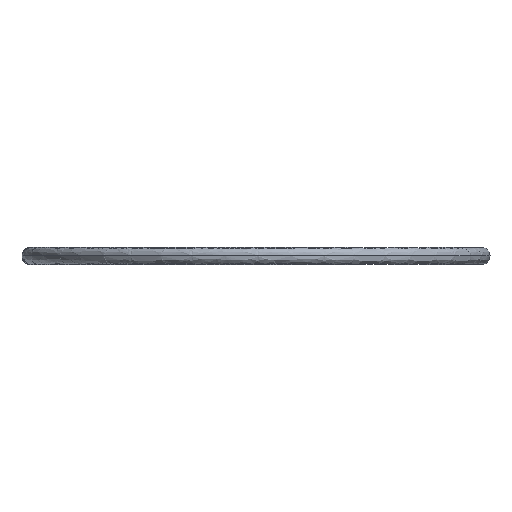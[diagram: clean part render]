
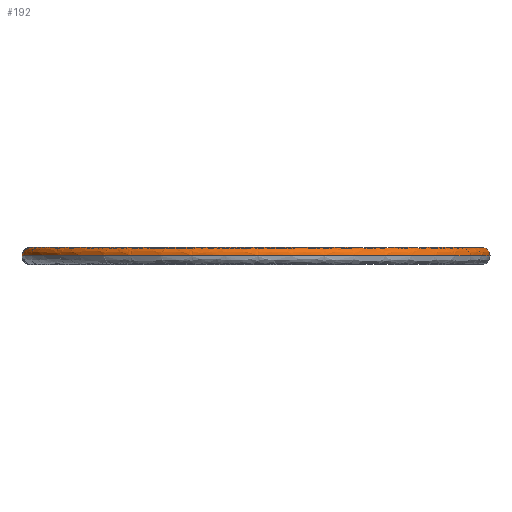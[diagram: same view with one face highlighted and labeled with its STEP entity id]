
A CAD part, left-side view. The second image highlights one B-rep face of the part: STEP entity #192.
In plain terms, the highlighted free-form (B-spline) face has degree [5, 5] with [12, 6] control points.
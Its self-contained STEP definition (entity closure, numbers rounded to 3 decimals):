
#62=CARTESIAN_POINT('Control Point',(0.,395.305,200.)) ;
#63=CARTESIAN_POINT('Control Point',(0.,395.305,264.)) ;
#64=CARTESIAN_POINT('Control Point',(0.,459.305,232.)) ;
#65=CARTESIAN_POINT('Control Point',(0.,459.305,168.)) ;
#66=CARTESIAN_POINT('Control Point',(0.,395.305,136.)) ;
#67=CARTESIAN_POINT('Control Point',(0.,395.305,200.)) ;
#68=CARTESIAN_POINT('Control Point',(-93.089,395.305,200.)) ;
#69=CARTESIAN_POINT('Control Point',(-93.089,395.305,264.)) ;
#70=CARTESIAN_POINT('Control Point',(-108.16,459.305,232.)) ;
#71=CARTESIAN_POINT('Control Point',(-108.16,459.305,168.)) ;
#72=CARTESIAN_POINT('Control Point',(-93.089,395.305,136.)) ;
#73=CARTESIAN_POINT('Control Point',(-93.089,395.305,200.)) ;
#74=CARTESIAN_POINT('Control Point',(-186.177,367.904,200.)) ;
#75=CARTESIAN_POINT('Control Point',(-186.177,367.904,264.)) ;
#76=CARTESIAN_POINT('Control Point',(-216.324,427.468,232.)) ;
#77=CARTESIAN_POINT('Control Point',(-216.324,427.468,168.)) ;
#78=CARTESIAN_POINT('Control Point',(-186.177,367.904,136.)) ;
#79=CARTESIAN_POINT('Control Point',(-186.177,367.904,200.)) ;
#80=CARTESIAN_POINT('Control Point',(-268.28,313.114,200.)) ;
#81=CARTESIAN_POINT('Control Point',(-268.28,313.114,264.)) ;
#82=CARTESIAN_POINT('Control Point',(-311.715,363.805,232.)) ;
#83=CARTESIAN_POINT('Control Point',(-311.715,363.805,168.)) ;
#84=CARTESIAN_POINT('Control Point',(-268.28,313.114,136.)) ;
#85=CARTESIAN_POINT('Control Point',(-268.28,313.114,200.)) ;
#86=CARTESIAN_POINT('Control Point',(-384.968,168.865,200.)) ;
#87=CARTESIAN_POINT('Control Point',(-384.968,168.865,264.)) ;
#88=CARTESIAN_POINT('Control Point',(-447.293,196.207,232.)) ;
#89=CARTESIAN_POINT('Control Point',(-447.293,196.207,168.)) ;
#90=CARTESIAN_POINT('Control Point',(-384.968,168.865,136.)) ;
#91=CARTESIAN_POINT('Control Point',(-384.968,168.865,200.)) ;
#92=CARTESIAN_POINT('Control Point',(-409.151,-13.826,200.)) ;
#93=CARTESIAN_POINT('Control Point',(-409.151,-13.826,264.)) ;
#94=CARTESIAN_POINT('Control Point',(-475.394,-16.068,232.)) ;
#95=CARTESIAN_POINT('Control Point',(-475.394,-16.068,168.)) ;
#96=CARTESIAN_POINT('Control Point',(-409.151,-13.826,136.)) ;
#97=CARTESIAN_POINT('Control Point',(-409.151,-13.826,200.)) ;
#98=CARTESIAN_POINT('Control Point',(-396.463,-102.048,200.)) ;
#99=CARTESIAN_POINT('Control Point',(-396.463,-102.048,264.)) ;
#100=CARTESIAN_POINT('Control Point',(-460.65,-118.57,232.)) ;
#101=CARTESIAN_POINT('Control Point',(-460.65,-118.57,168.)) ;
#102=CARTESIAN_POINT('Control Point',(-396.463,-102.048,136.)) ;
#103=CARTESIAN_POINT('Control Point',(-396.463,-102.048,200.)) ;
#104=CARTESIAN_POINT('Control Point',(-327.162,-258.353,200.)) ;
#105=CARTESIAN_POINT('Control Point',(-327.162,-258.353,264.)) ;
#106=CARTESIAN_POINT('Control Point',(-380.129,-300.18,232.)) ;
#107=CARTESIAN_POINT('Control Point',(-380.129,-300.18,168.)) ;
#108=CARTESIAN_POINT('Control Point',(-327.162,-258.353,136.)) ;
#109=CARTESIAN_POINT('Control Point',(-327.162,-258.353,200.)) ;
#110=CARTESIAN_POINT('Control Point',(-190.791,-360.467,200.)) ;
#111=CARTESIAN_POINT('Control Point',(-190.791,-360.467,264.)) ;
#112=CARTESIAN_POINT('Control Point',(-221.681,-418.827,232.)) ;
#113=CARTESIAN_POINT('Control Point',(-221.681,-418.827,168.)) ;
#114=CARTESIAN_POINT('Control Point',(-190.791,-360.467,136.)) ;
#115=CARTESIAN_POINT('Control Point',(-190.791,-360.467,200.)) ;
#116=CARTESIAN_POINT('Control Point',(-113.092,-391.851,200.)) ;
#117=CARTESIAN_POINT('Control Point',(-113.092,-391.851,264.)) ;
#118=CARTESIAN_POINT('Control Point',(-131.411,-455.293,232.)) ;
#119=CARTESIAN_POINT('Control Point',(-131.411,-455.293,168.)) ;
#120=CARTESIAN_POINT('Control Point',(-113.092,-391.851,136.)) ;
#121=CARTESIAN_POINT('Control Point',(-113.092,-391.851,200.)) ;
#122=CARTESIAN_POINT('Control Point',(-30.961,-402.176,200.)) ;
#123=CARTESIAN_POINT('Control Point',(-30.961,-402.176,264.)) ;
#124=CARTESIAN_POINT('Control Point',(-35.974,-467.289,232.)) ;
#125=CARTESIAN_POINT('Control Point',(-35.974,-467.289,168.)) ;
#126=CARTESIAN_POINT('Control Point',(-30.961,-402.176,136.)) ;
#127=CARTESIAN_POINT('Control Point',(-30.961,-402.176,200.)) ;
#128=CARTESIAN_POINT('Control Point',(48.665,-392.298,200.)) ;
#129=CARTESIAN_POINT('Control Point',(48.665,-392.298,264.)) ;
#130=CARTESIAN_POINT('Control Point',(56.544,-455.811,232.)) ;
#131=CARTESIAN_POINT('Control Point',(56.544,-455.811,168.)) ;
#132=CARTESIAN_POINT('Control Point',(48.665,-392.298,136.)) ;
#133=CARTESIAN_POINT('Control Point',(48.665,-392.298,200.)) ;
#135=CARTESIAN_POINT('Control Point',(48.665,-392.298,200.)) ;
#136=CARTESIAN_POINT('Control Point',(48.665,-392.298,264.)) ;
#137=CARTESIAN_POINT('Control Point',(56.544,-455.811,232.)) ;
#138=CARTESIAN_POINT('Control Point',(56.544,-455.811,168.)) ;
#139=CARTESIAN_POINT('Control Point',(48.665,-392.298,136.)) ;
#140=CARTESIAN_POINT('Control Point',(48.665,-392.298,200.)) ;
#141=CARTESIAN_POINT('Vertex',(48.665,-392.298,200.)) ;
#143=CARTESIAN_POINT('Vertex',(52.605,-424.055,200.)) ;
#147=CARTESIAN_POINT('Control Point',(0.,395.305,200.)) ;
#148=CARTESIAN_POINT('Control Point',(-93.089,395.305,200.)) ;
#149=CARTESIAN_POINT('Control Point',(-186.177,367.904,200.)) ;
#150=CARTESIAN_POINT('Control Point',(-268.28,313.114,200.)) ;
#151=CARTESIAN_POINT('Control Point',(-384.968,168.865,200.)) ;
#152=CARTESIAN_POINT('Control Point',(-409.151,-13.826,200.)) ;
#153=CARTESIAN_POINT('Control Point',(-396.463,-102.048,200.)) ;
#154=CARTESIAN_POINT('Control Point',(-327.162,-258.353,200.)) ;
#155=CARTESIAN_POINT('Control Point',(-190.791,-360.467,200.)) ;
#156=CARTESIAN_POINT('Control Point',(-113.092,-391.851,200.)) ;
#157=CARTESIAN_POINT('Control Point',(-30.961,-402.176,200.)) ;
#158=CARTESIAN_POINT('Control Point',(48.665,-392.298,200.)) ;
#159=CARTESIAN_POINT('Vertex',(0.,395.305,200.)) ;
#163=CARTESIAN_POINT('Control Point',(0.,395.305,200.)) ;
#164=CARTESIAN_POINT('Control Point',(0.,395.305,264.)) ;
#165=CARTESIAN_POINT('Control Point',(0.,459.305,232.)) ;
#166=CARTESIAN_POINT('Control Point',(0.,459.305,168.)) ;
#167=CARTESIAN_POINT('Control Point',(0.,395.305,136.)) ;
#168=CARTESIAN_POINT('Control Point',(0.,395.305,200.)) ;
#169=CARTESIAN_POINT('Vertex',(0.,427.305,200.)) ;
#173=CARTESIAN_POINT('Control Point',(0.,427.305,200.)) ;
#174=CARTESIAN_POINT('Control Point',(-100.624,427.305,200.)) ;
#175=CARTESIAN_POINT('Control Point',(-201.25,397.686,200.)) ;
#176=CARTESIAN_POINT('Control Point',(-289.998,338.46,200.)) ;
#177=CARTESIAN_POINT('Control Point',(-416.131,182.536,200.)) ;
#178=CARTESIAN_POINT('Control Point',(-442.273,-14.947,200.)) ;
#179=CARTESIAN_POINT('Control Point',(-428.556,-110.309,200.)) ;
#180=CARTESIAN_POINT('Control Point',(-353.645,-279.267,200.)) ;
#181=CARTESIAN_POINT('Control Point',(-206.236,-389.647,200.)) ;
#182=CARTESIAN_POINT('Control Point',(-122.252,-423.572,200.)) ;
#183=CARTESIAN_POINT('Control Point',(-33.468,-434.732,200.)) ;
#184=CARTESIAN_POINT('Control Point',(52.605,-424.055,200.)) ;
#187=ORIENTED_EDGE('',*,*,#145,.F.) ;
#188=ORIENTED_EDGE('',*,*,#161,.T.) ;
#189=ORIENTED_EDGE('',*,*,#171,.T.) ;
#190=ORIENTED_EDGE('',*,*,#185,.F.) ;
#192=ADVANCED_FACE('Corps principal',(#191),#61,.F.) ;
#145=EDGE_CURVE('',#142,#144,#134,.T.) ;
#161=EDGE_CURVE('',#142,#160,#146,.F.) ;
#171=EDGE_CURVE('',#160,#170,#162,.T.) ;
#185=EDGE_CURVE('',#144,#170,#172,.F.) ;
#186=EDGE_LOOP('',(#187,#188,#189,#190)) ;
#191=FACE_OUTER_BOUND('',#186,.T.) ;
#142=VERTEX_POINT('',#141) ;
#144=VERTEX_POINT('',#143) ;
#160=VERTEX_POINT('',#159) ;
#170=VERTEX_POINT('',#169) ;
#134=(BOUNDED_CURVE()B_SPLINE_CURVE(5,(#135,#136,#137,#138,#139,#140),.UNSPECIFIED.,.F.,.U.)B_SPLINE_CURVE_WITH_KNOTS((6,6),(0.,100.531),.UNSPECIFIED.)CURVE()GEOMETRIC_REPRESENTATION_ITEM()RATIONAL_B_SPLINE_CURVE((1.,0.2,0.2,0.2,0.2,1.))REPRESENTATION_ITEM('')) ;
#146=(BOUNDED_CURVE()B_SPLINE_CURVE(5,(#147,#148,#149,#150,#151,#152,#153,#154,#155,#156,#157,#158),.UNSPECIFIED.,.F.,.U.)B_SPLINE_CURVE_WITH_KNOTS((6,3,3,6),(0.,484.284,925.941,1343.365),.UNSPECIFIED.)CURVE()GEOMETRIC_REPRESENTATION_ITEM()RATIONAL_B_SPLINE_CURVE((1.,1.,1.,1.,1.,1.,1.,1.,1.,1.,1.,1.))REPRESENTATION_ITEM('')) ;
#162=(BOUNDED_CURVE()B_SPLINE_CURVE(5,(#163,#164,#165,#166,#167,#168),.UNSPECIFIED.,.F.,.U.)B_SPLINE_CURVE_WITH_KNOTS((6,6),(0.,100.531),.UNSPECIFIED.)CURVE()GEOMETRIC_REPRESENTATION_ITEM()RATIONAL_B_SPLINE_CURVE((1.,0.2,0.2,0.2,0.2,1.))REPRESENTATION_ITEM('')) ;
#172=(BOUNDED_CURVE()B_SPLINE_CURVE(5,(#173,#174,#175,#176,#177,#178,#179,#180,#181,#182,#183,#184),.UNSPECIFIED.,.F.,.U.)B_SPLINE_CURVE_WITH_KNOTS((6,3,3,6),(0.,484.284,925.941,1343.365),.UNSPECIFIED.)CURVE()GEOMETRIC_REPRESENTATION_ITEM()RATIONAL_B_SPLINE_CURVE((0.25,0.25,0.25,0.25,0.25,0.25,0.25,0.25,0.25,0.25,0.25,0.25))REPRESENTATION_ITEM('')) ;
#61=(BOUNDED_SURFACE()B_SPLINE_SURFACE(5,5,((#62,#63,#64,#65,#66,#67),(#68,#69,#70,#71,#72,#73),(#74,#75,#76,#77,#78,#79),(#80,#81,#82,#83,#84,#85),(#86,#87,#88,#89,#90,#91),(#92,#93,#94,#95,#96,#97),(#98,#99,#100,#101,#102,#103),(#104,#105,#106,#107,#108,#109),(#110,#111,#112,#113,#114,#115),(#116,#117,#118,#119,#120,#121),(#122,#123,#124,#125,#126,#127),(#128,#129,#130,#131,#132,#133)),.UNSPECIFIED.,.F.,.F.,.U.)B_SPLINE_SURFACE_WITH_KNOTS((6,3,3,6),(6,6),(0.,484.284,925.941,1343.365),(0.,100.531),.UNSPECIFIED.)GEOMETRIC_REPRESENTATION_ITEM()RATIONAL_B_SPLINE_SURFACE(((1.,0.2,0.2,0.2,0.2,1.),(1.,0.2,0.2,0.2,0.2,1.),(1.,0.2,0.2,0.2,0.2,1.),(1.,0.2,0.2,0.2,0.2,1.),(1.,0.2,0.2,0.2,0.2,1.),(1.,0.2,0.2,0.2,0.2,1.),(1.,0.2,0.2,0.2,0.2,1.),(1.,0.2,0.2,0.2,0.2,1.),(1.,0.2,0.2,0.2,0.2,1.),(1.,0.2,0.2,0.2,0.2,1.),(1.,0.2,0.2,0.2,0.2,1.),(1.,0.2,0.2,0.2,0.2,1.)))REPRESENTATION_ITEM('Rational BSpline Surface')SURFACE()) ;
